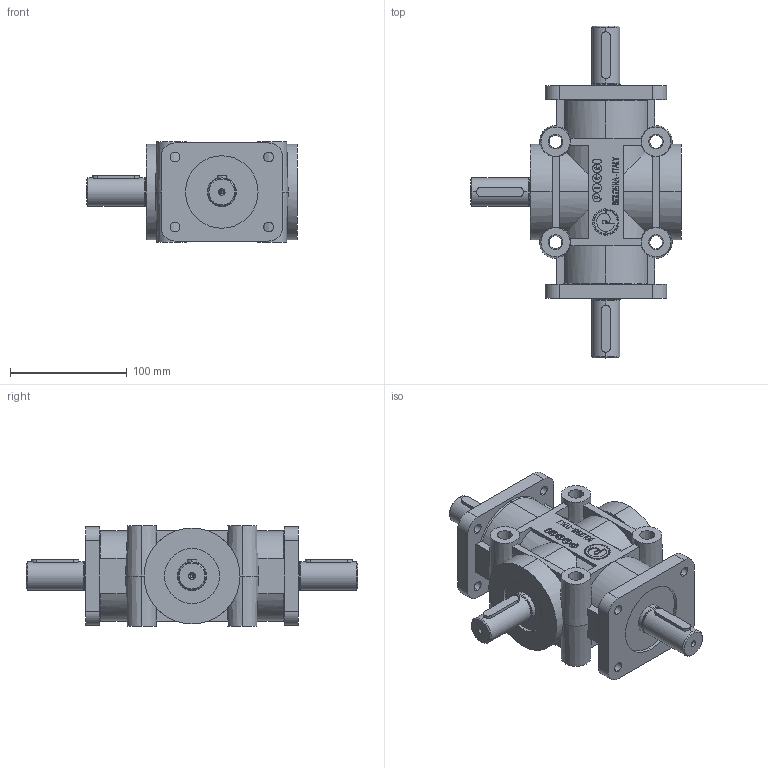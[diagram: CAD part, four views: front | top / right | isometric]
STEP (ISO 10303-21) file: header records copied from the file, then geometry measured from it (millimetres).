
FILE_DESCRIPTION(('STEP AP214'),'1');
FILE_NAME('182025132.stp','2017-10-10T10:35:50',('TraceParts'),('TraceParts S.A.'),'Spatial InterOp 3D',' ',' ');
FILE_SCHEMA(('automotive_design'));
Length unit declared in the file: millimetre
Products named in the file (1): 182025132
Bounding box: 180 x 284 x 86 mm (x, y, z)
Volume: 1445211.7 mm3; surface area: 137749.3 mm2
Topology: 1 solids, 1 shells, 962 faces, 2607 edges, 1715 vertices
Faces by surface type: plane 416, extrusion 346, cylinder 118, cone 62, torus 20
Entity records: 56465 total; most frequent: CARTESIAN_POINT 26259, ORIENTED_EDGE 5202, DIRECTION 3491, EDGE_CURVE 2601, VERTEX_POINT 1715, VECTOR 1489, B_SPLINE_CURVE_WITH_KNOTS 1420, LINE 1143
